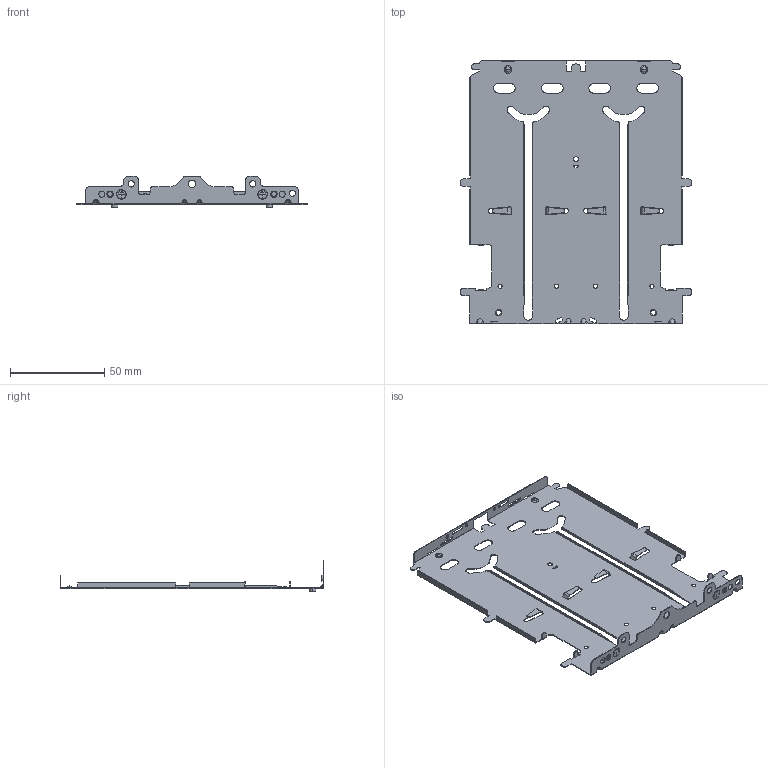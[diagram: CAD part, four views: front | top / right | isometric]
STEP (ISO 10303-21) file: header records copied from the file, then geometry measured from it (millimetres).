
FILE_DESCRIPTION((''),'2;1');
FILE_NAME('KT-3210-M20_2','2018-12-05T',('tkl'),(''),'PRO/ENGINEER BY PARAMETRIC TECHNOLOGY CORPORATION, 2015070','PRO/ENGINEER BY PARAMETRIC TECHNOLOGY CORPORATION, 2015070','');
FILE_SCHEMA(('CONFIG_CONTROL_DESIGN'));
Length unit declared in the file: millimetre
Products named in the file (1): KT-3210-M20_2
Bounding box: 123 x 140 x 16.6 mm (x, y, z)
Volume: 6511.7 mm3; surface area: 33331.7 mm2
Topology: 1 solids, 1 shells, 595 faces, 1681 edges, 1100 vertices
Faces by surface type: plane 312, cylinder 235, bspline 32, torus 16
Entity records: 21224 total; most frequent: CARTESIAN_POINT 5403, ORIENTED_EDGE 3362, DIRECTION 3259, EDGE_CURVE 1681, VERTEX_POINT 1100, AXIS2_PLACEMENT_3D 1091, VECTOR 1077, LINE 1077
